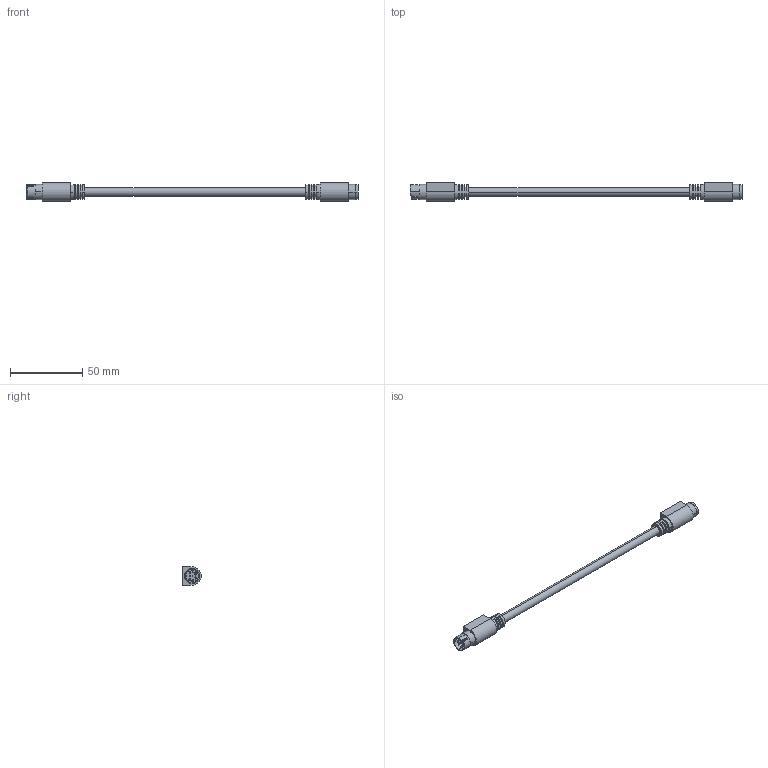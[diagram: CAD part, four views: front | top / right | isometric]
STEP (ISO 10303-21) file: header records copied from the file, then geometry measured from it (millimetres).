
FILE_DESCRIPTION (( 'STEP AP203' ), '1' );
FILE_NAME ('CSMD6MF-3.STEP', '2006-07-20T16:11:56', ( 'L-COM' ), ( 'L-COM' ), 'SwSTEP 2.0', 'SolidWorks 2006004', '' );
FILE_SCHEMA (( 'CONFIG_CONTROL_DESIGN' ));
Length unit declared in the file: inch
Products named in the file (10): 3AB07-035; 3AB07-004 ; CSMD6MF-3; CSMD6-MA1; 3AB07-041; MTN-120; MTN-110_Female Hood; 3AB07-021; 3AB07-021-MA1; 3AB07-021-MA2
Assembly tree (9 placements, depth 4):
  CSMD6MF-3
    3AB07-041
      MTN-120
      3AB07-004 
    3AB07-035
      MTN-110_Female Hood
      3AB07-021
        3AB07-021-MA2
        3AB07-021-MA1
    CSMD6-MA1
Bounding box: 229.17 x 12.7 x 12.7 mm (x, y, z)
Volume: 12110.7 mm3; surface area: 8331.6 mm2
Topology: 6 solids, 6 shells, 1152 faces, 3389 edges, 2288 vertices
Faces by surface type: plane 967, cylinder 85, bspline 80, torus 16, cone 4
Entity records: 47548 total; most frequent: CARTESIAN_POINT 16020, ORIENTED_EDGE 6778, DIRECTION 5623, EDGE_CURVE 3389, VECTOR 2919, LINE 2919, VERTEX_POINT 2288, AXIS2_PLACEMENT_3D 1352
